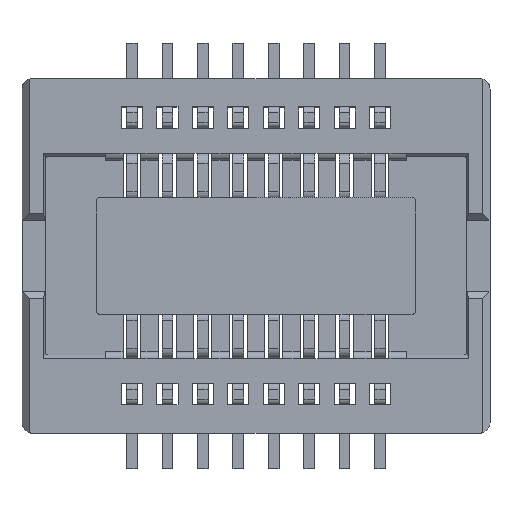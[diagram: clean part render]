
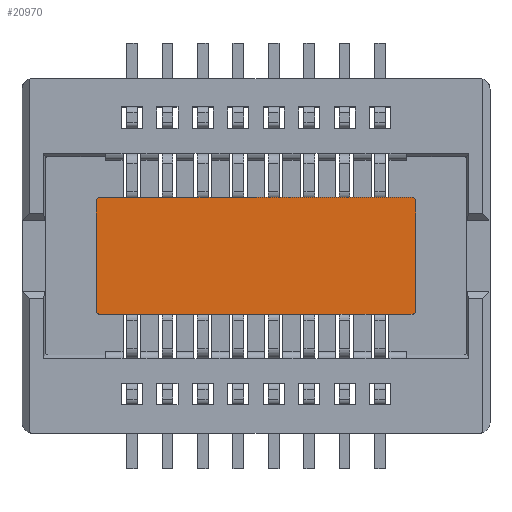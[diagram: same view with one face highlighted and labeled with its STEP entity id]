
A CAD part, top view. The second image highlights one B-rep face of the part: STEP entity #20970.
In plain terms, the highlighted planar face has unit normal (0, 0, 1).
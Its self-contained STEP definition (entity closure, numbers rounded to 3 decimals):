
#8169 = EDGE_CURVE('',#8170,#8172,#8174,.T.);
#8170 = VERTEX_POINT('',#8171);
#8171 = CARTESIAN_POINT('',(-2.2,-0.825,1.15));
#8172 = VERTEX_POINT('',#8173);
#8173 = CARTESIAN_POINT('',(2.2,-0.825,1.15));
#8174 = LINE('',#8175,#8176);
#8175 = CARTESIAN_POINT('',(-2.25,-0.825,1.15));
#8176 = VECTOR('',#8177,1.);
#8177 = DIRECTION('',(1.,0.,0.));
#20769 = EDGE_CURVE('',#20770,#20772,#20774,.T.);
#20770 = VERTEX_POINT('',#20771);
#20771 = CARTESIAN_POINT('',(2.2,0.825,1.15));
#20772 = VERTEX_POINT('',#20773);
#20773 = CARTESIAN_POINT('',(-2.2,0.825,1.15));
#20774 = LINE('',#20775,#20776);
#20775 = CARTESIAN_POINT('',(2.25,0.825,1.15));
#20776 = VECTOR('',#20777,1.);
#20777 = DIRECTION('',(-1.,0.,0.));
#20907 = EDGE_CURVE('',#20772,#20908,#20910,.T.);
#20908 = VERTEX_POINT('',#20909);
#20909 = CARTESIAN_POINT('',(-2.25,0.775,1.15));
#20910 = CIRCLE('',#20911,0.05);
#20911 = AXIS2_PLACEMENT_3D('',#20912,#20913,#20914);
#20912 = CARTESIAN_POINT('',(-2.2,0.775,1.15));
#20913 = DIRECTION('',(0.,-0.,1.));
#20914 = DIRECTION('',(0.,1.,0.));
#20932 = EDGE_CURVE('',#20908,#20933,#20935,.T.);
#20933 = VERTEX_POINT('',#20934);
#20934 = CARTESIAN_POINT('',(-2.25,-0.775,1.15));
#20935 = LINE('',#20936,#20937);
#20936 = CARTESIAN_POINT('',(-2.25,0.825,1.15));
#20937 = VECTOR('',#20938,1.);
#20938 = DIRECTION('',(0.,-1.,0.));
#20956 = EDGE_CURVE('',#8170,#20933,#20957,.T.);
#20957 = CIRCLE('',#20958,0.05);
#20958 = AXIS2_PLACEMENT_3D('',#20959,#20960,#20961);
#20959 = CARTESIAN_POINT('',(-2.2,-0.775,1.15));
#20960 = DIRECTION('',(0.,0.,-1.));
#20961 = DIRECTION('',(0.,1.,0.));
#20970 = ADVANCED_FACE('',(#20971),#21002,.T.);
#20971 = FACE_BOUND('',#20972,.T.);
#20972 = EDGE_LOOP('',(#20973,#20974,#20983,#20991,#20998,#20999,#21000,
#21001));
#20973 = ORIENTED_EDGE('',*,*,#8169,.T.);
#20974 = ORIENTED_EDGE('',*,*,#20975,.T.);
#20975 = EDGE_CURVE('',#8172,#20976,#20978,.T.);
#20976 = VERTEX_POINT('',#20977);
#20977 = CARTESIAN_POINT('',(2.25,-0.775,1.15));
#20978 = CIRCLE('',#20979,0.05);
#20979 = AXIS2_PLACEMENT_3D('',#20980,#20981,#20982);
#20980 = CARTESIAN_POINT('',(2.2,-0.775,1.15));
#20981 = DIRECTION('',(0.,-0.,1.));
#20982 = DIRECTION('',(0.,1.,0.));
#20983 = ORIENTED_EDGE('',*,*,#20984,.T.);
#20984 = EDGE_CURVE('',#20976,#20985,#20987,.T.);
#20985 = VERTEX_POINT('',#20986);
#20986 = CARTESIAN_POINT('',(2.25,0.775,1.15));
#20987 = LINE('',#20988,#20989);
#20988 = CARTESIAN_POINT('',(2.25,-0.825,1.15));
#20989 = VECTOR('',#20990,1.);
#20990 = DIRECTION('',(0.,1.,0.));
#20991 = ORIENTED_EDGE('',*,*,#20992,.T.);
#20992 = EDGE_CURVE('',#20985,#20770,#20993,.T.);
#20993 = CIRCLE('',#20994,0.05);
#20994 = AXIS2_PLACEMENT_3D('',#20995,#20996,#20997);
#20995 = CARTESIAN_POINT('',(2.2,0.775,1.15));
#20996 = DIRECTION('',(0.,-0.,1.));
#20997 = DIRECTION('',(0.,1.,0.));
#20998 = ORIENTED_EDGE('',*,*,#20769,.T.);
#20999 = ORIENTED_EDGE('',*,*,#20907,.T.);
#21000 = ORIENTED_EDGE('',*,*,#20932,.T.);
#21001 = ORIENTED_EDGE('',*,*,#20956,.F.);
#21002 = PLANE('',#21003);
#21003 = AXIS2_PLACEMENT_3D('',#21004,#21005,#21006);
#21004 = CARTESIAN_POINT('',(0.,0.,1.15)
);
#21005 = DIRECTION('',(0.,0.,1.));
#21006 = DIRECTION('',(1.,0.,0.));
